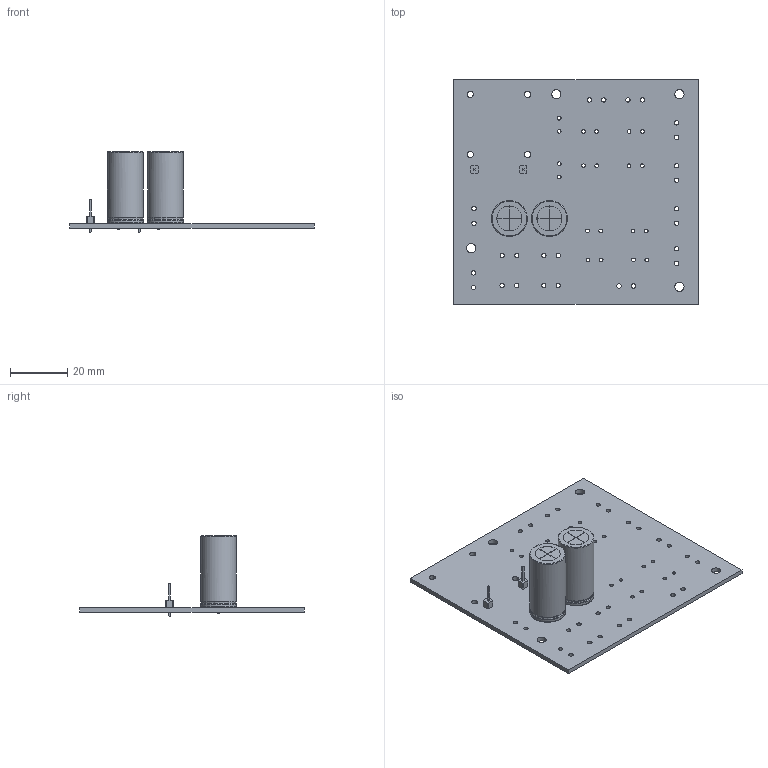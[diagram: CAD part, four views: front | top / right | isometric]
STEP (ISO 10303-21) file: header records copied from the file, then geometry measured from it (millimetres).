
FILE_DESCRIPTION(('KiCad electronic assembly'),'2;1');
FILE_NAME('Carte Alime Vfinale.step','2025-04-11T12:57:01',('Pcbnew'),( 'Kicad'),'Open CASCADE STEP processor 7.8','KiCad to STEP converter' ,'Unknown');
FILE_SCHEMA(('AUTOMOTIVE_DESIGN { 1 0 10303 214 1 1 1 1 }'));
Length unit declared in the file: millimetre
Products named in the file (6): Carte Alime Vfinale 1; C_Radial_D12.5mm_H25.0mm_P5.00mm; C_Radial_D125mm_H250mm_P500mm; PinHeader_1x01_P2.54mm_Vertical; PinHeader_1x01_P254mm_Vertical; Carte Alime Vfinale_PCB
Assembly tree (7 placements, depth 3):
  Carte Alime Vfinale 1
    C_Radial_D12.5mm_H25.0mm_P5.00mm  x2
      C_Radial_D125mm_H250mm_P500mm
    PinHeader_1x01_P2.54mm_Vertical  x2
      PinHeader_1x01_P254mm_Vertical
    Carte Alime Vfinale_PCB
Bounding box: 85.56 x 78.43 x 28 mm (x, y, z)
Volume: 16655.7 mm3; surface area: 17012.5 mm2
Topology: 5 solids, 7 shells, 186 faces, 456 edges, 296 vertices
Faces by surface type: plane 102, cylinder 74, revolution 4, bspline 4, torus 2
Full cylindrical faces by diameter (mm): 0.6 x4, 0.8 x4, 1 x2, 1.3 x20, 1.52 x26, 2.2 x4, 3.2 x4, 8.75 x6, 12.5 x4
Entity records: 4794 total; most frequent: CARTESIAN_POINT 820, DIRECTION 731, ORIENTED_EDGE 648, EDGE_CURVE 324, AXIS2_PLACEMENT_3D 279, FACE_BOUND 252, EDGE_LOOP 252, VERTEX_POINT 212
